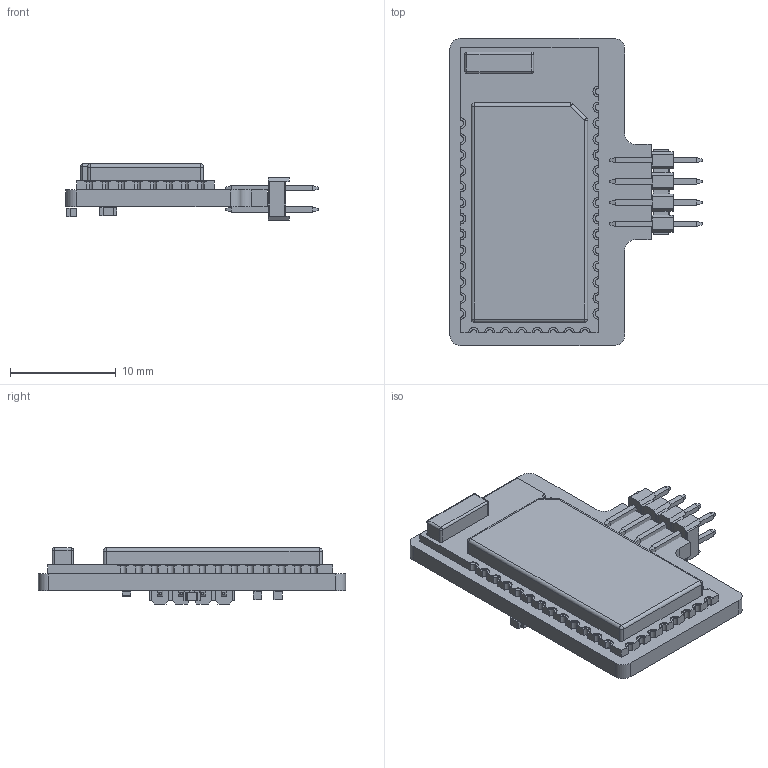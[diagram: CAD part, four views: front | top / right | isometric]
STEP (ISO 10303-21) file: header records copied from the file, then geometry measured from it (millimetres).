
FILE_DESCRIPTION(('KiCad electronic assembly'),'2;1');
FILE_NAME('Bluetooth.step','2022-03-28T01:47:21',('An Author'),( 'A Company'),'Open CASCADE STEP processor 6.9', 'KiCad to STEP converter','Unknown');
FILE_SCHEMA(('AUTOMOTIVE_DESIGN { 1 0 10303 214 1 1 1 1 }'));
Length unit declared in the file: millimetre
Products named in the file (12): Open CASCADE STEP translator 6.9 1; 0603-Side-Rectangular; COMPOUND; 0603; SOLID; THT-2.00-MS-2x04; FSC-BT909
Assembly tree (12 placements, depth 3):
  Open CASCADE STEP translator 6.9 1
    0603-Side-Rectangular
      COMPOUND
    0603
      SOLID
    0603  x2
      SOLID
    THT-2.00-MS-2x04
      COMPOUND
    FSC-BT909
      SOLID
    SOLID
Bounding box: 23.8 x 29 x 5.3 mm (x, y, z)
Volume: 1524.1 mm3; surface area: 2334.4 mm2
Topology: 20 solids, 20 shells, 657 faces, 1710 edges, 1091 vertices
Faces by surface type: plane 490, cylinder 158, bspline 9
Entity records: 44286 total; most frequent: CARTESIAN_POINT 8684, DIRECTION 6252, LINE 4272, VECTOR 4272, ORIENTED_EDGE 3260, PCURVE 3260, DEFINITIONAL_REPRESENTATION 3260, EDGE_CURVE 1630
